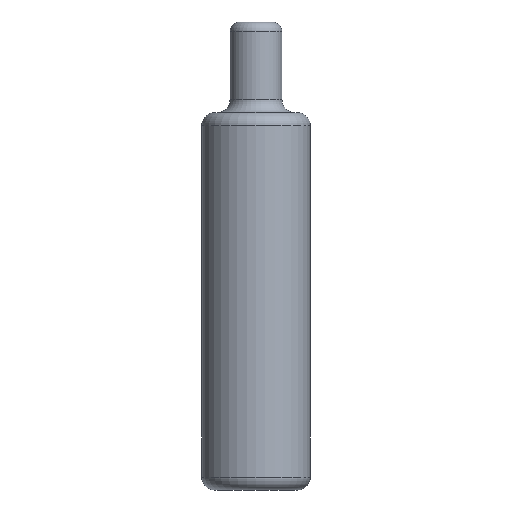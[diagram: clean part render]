
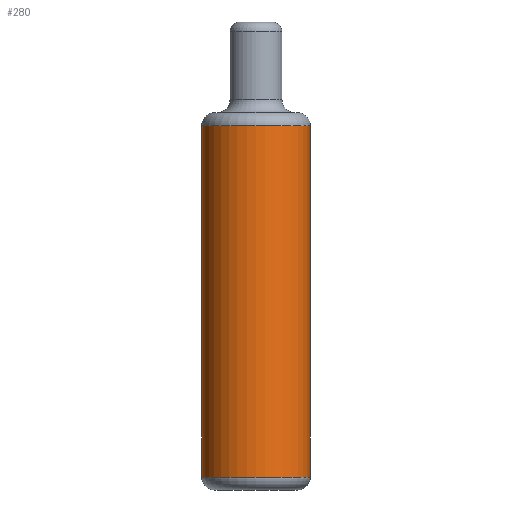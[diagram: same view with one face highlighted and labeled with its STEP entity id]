
A CAD part, front view. The second image highlights one B-rep face of the part: STEP entity #280.
In plain terms, the highlighted cylindrical face has radius 3.35 mm (diameter 6.7 mm), a partial arc.
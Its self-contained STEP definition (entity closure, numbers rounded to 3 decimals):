
#31=DIRECTION('',(0.,0.,1.));
#32=VECTOR('',#31,21.7);
#33=CARTESIAN_POINT('',(3.35,0.,0.8));
#34=LINE('',#33,#32);
#65=CARTESIAN_POINT('',(0.,0.,22.5));
#66=DIRECTION('',(0.,0.,1.));
#67=DIRECTION('',(-1.,0.,0.));
#68=AXIS2_PLACEMENT_3D('',#65,#66,#67);
#70=CARTESIAN_POINT('',(0.,0.,0.8));
#71=DIRECTION('',(0.,0.,-1.));
#72=DIRECTION('',(1.,0.,0.));
#73=AXIS2_PLACEMENT_3D('',#70,#71,#72);
#75=DIRECTION('',(0.,0.,1.));
#76=VECTOR('',#75,21.7);
#77=CARTESIAN_POINT('',(-3.35,0.,0.8));
#78=LINE('',#77,#76);
#141=CARTESIAN_POINT('',(3.35,0.,0.8));
#142=CARTESIAN_POINT('',(-3.35,0.,0.8));
#143=VERTEX_POINT('',#141);
#144=VERTEX_POINT('',#142);
#149=CARTESIAN_POINT('',(-3.35,0.,22.5));
#150=CARTESIAN_POINT('',(3.35,0.,22.5));
#151=VERTEX_POINT('',#149);
#152=VERTEX_POINT('',#150);
#269=CARTESIAN_POINT('',(0.,0.,0.));
#270=DIRECTION('',(0.,0.,1.));
#271=DIRECTION('',(1.,0.,0.));
#272=AXIS2_PLACEMENT_3D('',#269,#270,#271);
#273=CYLINDRICAL_SURFACE('',#272,3.35);
#274=ORIENTED_EDGE('',*,*,#263,.T.);
#275=ORIENTED_EDGE('',*,*,#219,.F.);
#276=ORIENTED_EDGE('',*,*,#189,.T.);
#277=ORIENTED_EDGE('',*,*,#216,.T.);
#278=EDGE_LOOP('',(#274,#275,#276,#277));
#279=FACE_OUTER_BOUND('',#278,.F.);
#280=ADVANCED_FACE('',(#279),#273,.T.);
#69=CIRCLE('',#68,3.35);
#74=CIRCLE('',#73,3.35);
#189=EDGE_CURVE('',#143,#144,#74,.T.);
#216=EDGE_CURVE('',#144,#151,#78,.T.);
#219=EDGE_CURVE('',#143,#152,#34,.T.);
#263=EDGE_CURVE('',#151,#152,#69,.T.);
